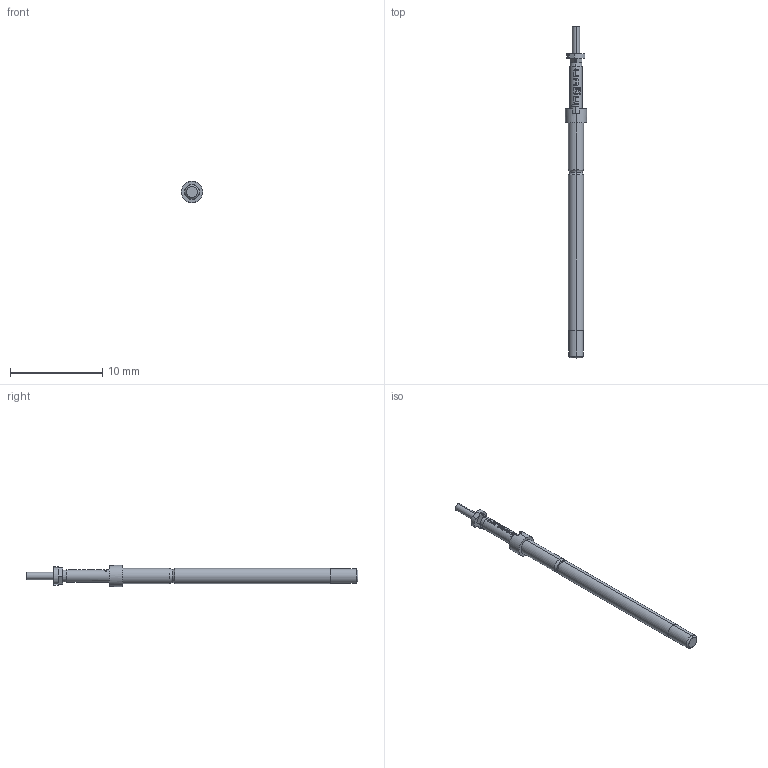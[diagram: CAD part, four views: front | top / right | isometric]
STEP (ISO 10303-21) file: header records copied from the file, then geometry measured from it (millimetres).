
FILE_DESCRIPTION (( 'STEP AP203' ), '1' );
FILE_NAME ('INGUN_T-912_302_080_300_200Axx02M.STEP', '2023-08-31T08:35:43', ( '' ), ( '' ), 'SwSTEP 2.0', 'SolidWorks 2021', '' );
FILE_SCHEMA (( 'CONFIG_CONTROL_DESIGN' ));
Length unit declared in the file: millimetre
Products named in the file (1): INGUN_T-912_302_080_300_200Axx02M
Bounding box: 2.3 x 36 x 2.3 mm (x, y, z)
Volume: 70 mm3; surface area: 188.9 mm2
Topology: 1 solids, 1 shells, 133 faces, 367 edges, 240 vertices
Faces by surface type: plane 74, cylinder 29, bspline 22, torus 4, cone 4
Entity records: 4606 total; most frequent: CARTESIAN_POINT 1261, ORIENTED_EDGE 734, DIRECTION 623, EDGE_CURVE 367, VERTEX_POINT 240, AXIS2_PLACEMENT_3D 230, VECTOR 163, LINE 163
